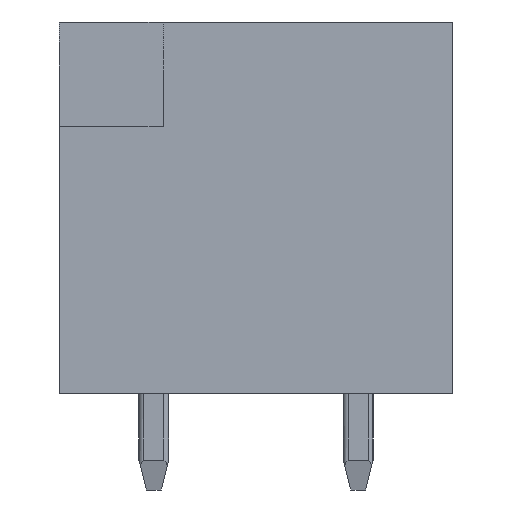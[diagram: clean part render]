
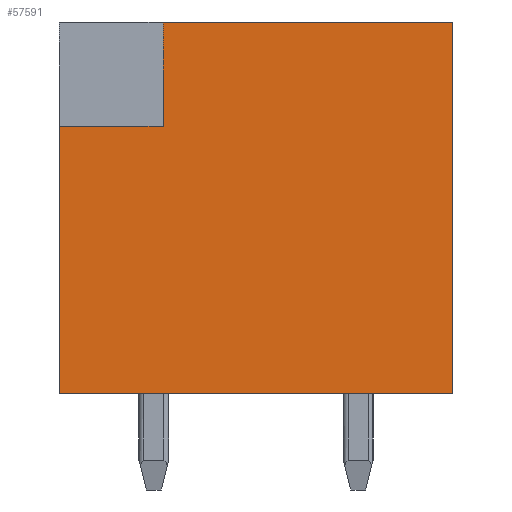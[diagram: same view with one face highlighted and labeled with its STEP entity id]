
A CAD part, left-side view. The second image highlights one B-rep face of the part: STEP entity #57591.
In plain terms, the highlighted planar face has unit normal (-1, 0, 0).
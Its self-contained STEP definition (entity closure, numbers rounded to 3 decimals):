
#9=DIRECTION('',(0.,1.,0.));
#10=VECTOR('',#9,10.6);
#11=CARTESIAN_POINT('',(-73.9,-5.3,-6.3));
#12=LINE('',#11,#10);
#3152=DIRECTION('',(0.,1.,0.));
#3153=VECTOR('',#3152,7.8);
#3154=CARTESIAN_POINT('',(-73.9,-5.3,3.7));
#3155=LINE('',#3154,#3153);
#22284=DIRECTION('',(0.,-1.,0.));
#22285=VECTOR('',#22284,2.8);
#22286=CARTESIAN_POINT('',(-73.9,5.3,0.9));
#22287=LINE('',#22286,#22285);
#22288=DIRECTION('',(0.,0.,-1.));
#22289=VECTOR('',#22288,2.8);
#22290=CARTESIAN_POINT('',(-73.9,2.5,3.7));
#22291=LINE('',#22290,#22289);
#22292=DIRECTION('',(0.,0.,-1.));
#22293=VECTOR('',#22292,10.);
#22294=CARTESIAN_POINT('',(-73.9,-5.3,3.7));
#22295=LINE('',#22294,#22293);
#22300=DIRECTION('',(0.,0.,-1.));
#22301=VECTOR('',#22300,7.2);
#22302=CARTESIAN_POINT('',(-73.9,5.3,0.9));
#22303=LINE('',#22302,#22301);
#28271=CARTESIAN_POINT('',(-73.9,-5.3,-6.3));
#28272=CARTESIAN_POINT('',(-73.9,5.3,-6.3));
#28273=VERTEX_POINT('',#28271);
#28274=VERTEX_POINT('',#28272);
#28275=CARTESIAN_POINT('',(-73.9,-5.3,3.7));
#28276=VERTEX_POINT('',#28275);
#28311=CARTESIAN_POINT('',(-73.9,2.5,0.9));
#28312=VERTEX_POINT('',#28311);
#28315=CARTESIAN_POINT('',(-73.9,5.3,0.9));
#28316=VERTEX_POINT('',#28315);
#28319=CARTESIAN_POINT('',(-73.9,2.5,3.7));
#28320=VERTEX_POINT('',#28319);
#57577=CARTESIAN_POINT('',(-73.9,-5.3,3.7));
#57578=DIRECTION('',(1.,0.,0.));
#57579=DIRECTION('',(0.,1.,0.));
#57580=AXIS2_PLACEMENT_3D('',#57577,#57578,#57579);
#57581=PLANE('',#57580);
#57582=ORIENTED_EDGE('',*,*,#57557,.T.);
#57583=ORIENTED_EDGE('',*,*,#57572,.F.);
#57584=ORIENTED_EDGE('',*,*,#30704,.F.);
#57585=ORIENTED_EDGE('',*,*,#28328,.T.);
#57586=ORIENTED_EDGE('',*,*,#28344,.T.);
#57588=ORIENTED_EDGE('',*,*,#57587,.F.);
#57589=EDGE_LOOP('',(#57582,#57583,#57584,#57585,#57586,#57588));
#57590=FACE_OUTER_BOUND('',#57589,.F.);
#57591=ADVANCED_FACE('',(#57590),#57581,.F.);
#28328=EDGE_CURVE('',#28276,#28273,#22295,.T.);
#28344=EDGE_CURVE('',#28273,#28274,#12,.T.);
#30704=EDGE_CURVE('',#28276,#28320,#3155,.T.);
#57557=EDGE_CURVE('',#28316,#28312,#22287,.T.);
#57572=EDGE_CURVE('',#28320,#28312,#22291,.T.);
#57587=EDGE_CURVE('',#28316,#28274,#22303,.T.);
